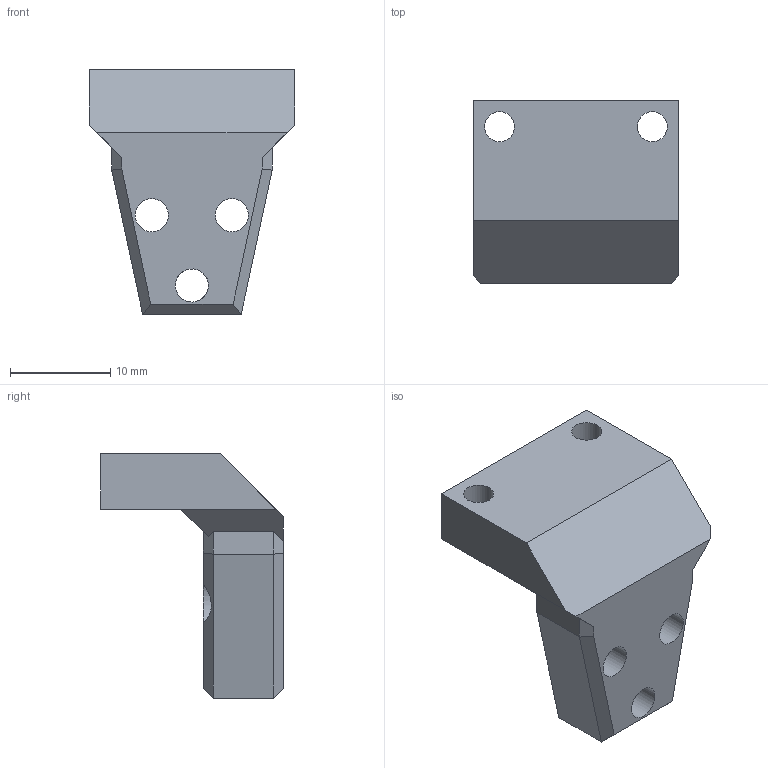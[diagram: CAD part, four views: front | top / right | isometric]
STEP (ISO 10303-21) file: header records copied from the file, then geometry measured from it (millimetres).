
FILE_DESCRIPTION(/* description */ ('','CAx-IF Rec.Pracs.---Representation and Presentation of Product Manufacturing Information (PMI)---3.8---2014-02-18'),/* implementation_level */ '2;1');
FILE_NAME(/* name */ 'XY_Back_ADXL_opt.stp',/* time_stamp */ '2021-03-25T22:31:01+01:00',/* author */ ('Thomas'),/* organization */ (''),/* preprocessor_version */ 'ST-DEVELOPER v16.5',/* originating_system */ 'Autodesk Inventor 2017',/* authorisation */ '');
FILE_SCHEMA (('AP242_MANAGED_MODEL_BASED_3D_ENGINEERING_MIM_LF { 1 0 10303 442 1 1 4 }'));
Length unit declared in the file: millimetre
Products named in the file (1): New_Mod_SBMG_v1
Bounding box: 20.49 x 18.25 x 24.36 mm (x, y, z)
Volume: 3329.7 mm3; surface area: 2073 mm2
Topology: 1 solids, 1 shells, 38 faces, 100 edges, 64 vertices
Faces by surface type: plane 30, cylinder 8
Full cylindrical faces by diameter (mm): 3 x2, 3.3 x3, 5.5 x2
Entity records: 1142 total; most frequent: CARTESIAN_POINT 190, DIRECTION 188, ORIENTED_EDGE 180, EDGE_CURVE 90, LINE 70, VECTOR 70, VERTEX_POINT 61, AXIS2_PLACEMENT_3D 59
